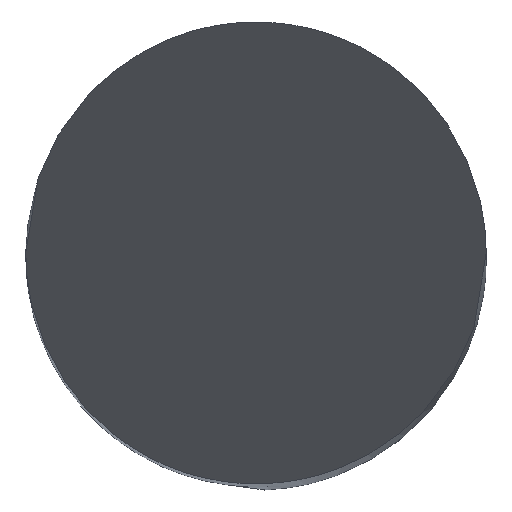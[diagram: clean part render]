
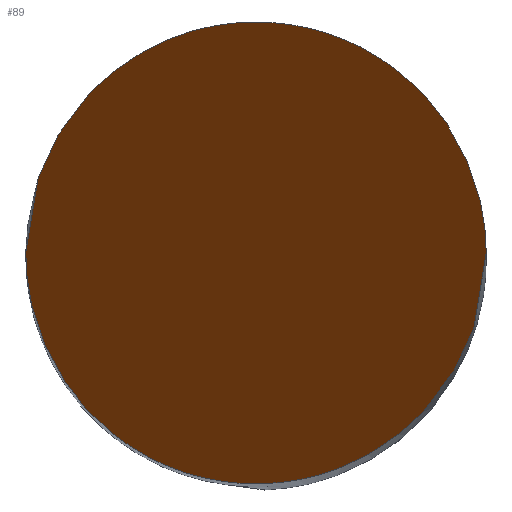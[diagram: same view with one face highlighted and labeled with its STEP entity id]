
A CAD part, top view. The second image highlights one B-rep face of the part: STEP entity #89.
In plain terms, the highlighted planar face has unit normal (0, -0.866, 0.5).
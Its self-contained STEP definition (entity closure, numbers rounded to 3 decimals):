
#68=PLANE('',#601);
#89=ADVANCED_FACE('',(#121),#68,.F.);
#121=FACE_OUTER_BOUND('',#150,.T.);
#150=EDGE_LOOP('',(#313,#314));
#313=ORIENTED_EDGE('',*,*,#461,.F.);
#314=ORIENTED_EDGE('',*,*,#447,.F.);
#396=VERTEX_POINT('',#883);
#397=VERTEX_POINT('',#888);
#447=EDGE_CURVE('',#396,#397,#539,.T.);
#461=EDGE_CURVE('',#397,#396,#540,.T.);
#539=(
BOUNDED_CURVE()
B_SPLINE_CURVE(3,(#884,#885,#886,#887),.UNSPECIFIED.,.F.,.F.)
B_SPLINE_CURVE_WITH_KNOTS((4,4),(0.,1.),.UNSPECIFIED.)
CURVE()
GEOMETRIC_REPRESENTATION_ITEM()
RATIONAL_B_SPLINE_CURVE((1.,0.333,0.333,1.))
REPRESENTATION_ITEM('')
);
#540=(
BOUNDED_CURVE()
B_SPLINE_CURVE(3,(#1039,#1040,#1041,#1042),.UNSPECIFIED.,.F.,.F.)
B_SPLINE_CURVE_WITH_KNOTS((4,4),(0.,1.),.UNSPECIFIED.)
CURVE()
GEOMETRIC_REPRESENTATION_ITEM()
RATIONAL_B_SPLINE_CURVE((1.,0.333,0.333,1.))
REPRESENTATION_ITEM('')
);
#601=AXIS2_PLACEMENT_3D('',#1159,#678,#679);
#678=DIRECTION('',(0.,0.866,-0.5));
#679=DIRECTION('',(0.,-0.5,-0.866));
#883=CARTESIAN_POINT('',(3.5,0.,0.));
#884=CARTESIAN_POINT('',(3.5,0.,0.));
#885=CARTESIAN_POINT('',(3.5,-7.,-12.124));
#886=CARTESIAN_POINT('',(-3.5,-7.,-12.124));
#887=CARTESIAN_POINT('',(-3.5,0.,0.));
#888=CARTESIAN_POINT('',(-3.5,0.,0.));
#1039=CARTESIAN_POINT('',(-3.5,0.,0.));
#1040=CARTESIAN_POINT('',(-3.5,7.,12.124));
#1041=CARTESIAN_POINT('',(3.5,7.,12.124));
#1042=CARTESIAN_POINT('',(3.5,0.,0.));
#1159=CARTESIAN_POINT('',(3.5,3.5,6.062));
